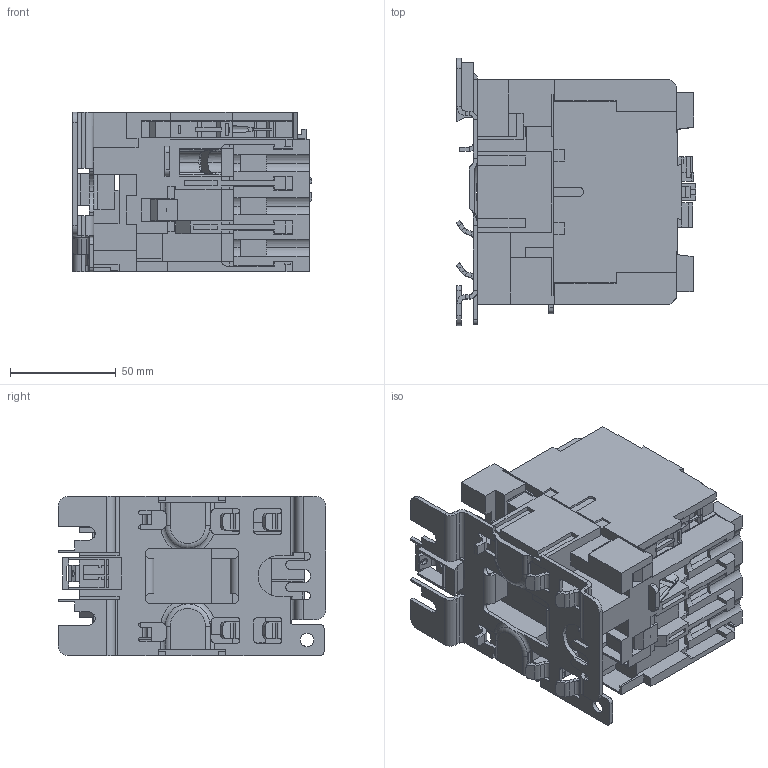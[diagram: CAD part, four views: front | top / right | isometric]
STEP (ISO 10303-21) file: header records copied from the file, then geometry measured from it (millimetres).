
FILE_DESCRIPTION (( 'STEP AP214' ), '1' );
FILE_NAME ('BLC1D4011-T6.STEP', '2021-01-29T12:28:40', ( '' ), ( '' ), 'SwSTEP 2.0', 'SolidWorks 2017', '' );
FILE_SCHEMA (( 'AUTOMOTIVE_DESIGN' ));
Length unit declared in the file: millimetre
Products named in the file (3): BLC1D4011-T6; BRACKET
Assembly tree (2 placements, depth 2):
  BLC1D4011-T6
    BLC1D4011-T6
    BRACKET
Bounding box: 113.42 x 126.5 x 75.5 mm (x, y, z)
Volume: 590591.9 mm3; surface area: 115582.8 mm2
Topology: 4 solids, 5 shells, 1376 faces, 3925 edges, 2527 vertices
Faces by surface type: plane 1148, cylinder 210, bspline 8, torus 8, cone 2
Entity records: 44918 total; most frequent: CARTESIAN_POINT 8782, ORIENTED_EDGE 7850, DIRECTION 7013, EDGE_CURVE 3925, VECTOR 3369, LINE 3369, VERTEX_POINT 2527, AXIS2_PLACEMENT_3D 1822
